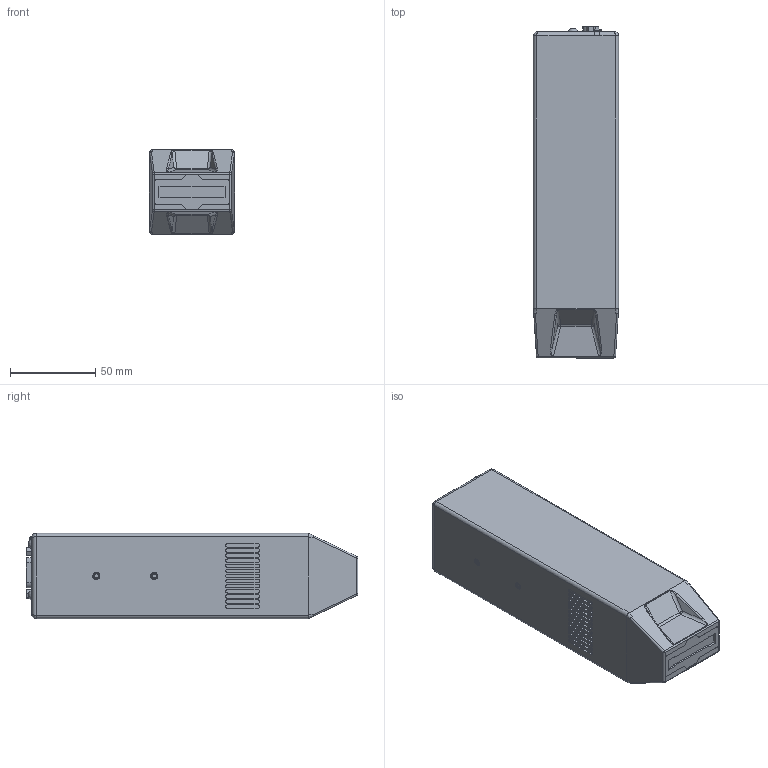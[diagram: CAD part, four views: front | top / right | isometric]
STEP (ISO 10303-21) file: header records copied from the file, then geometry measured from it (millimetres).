
FILE_DESCRIPTION (( 'STEP AP203' ), '1' );
FILE_NAME ('MX-275.STEP', '2019-03-06T20:44:10', ( '' ), ( '' ), 'SwSTEP 2.0', 'SolidWorks 2017', '' );
FILE_SCHEMA (( 'CONFIG_CONTROL_DESIGN' ));
Length unit declared in the file: inch
Products named in the file (1): MX-275
Bounding box: 50 x 195.02 x 50 mm (x, y, z)
Volume: 450752.2 mm3; surface area: 42682 mm2
Topology: 1 solids, 5 shells, 475 faces, 1178 edges, 745 vertices
Faces by surface type: plane 219, cylinder 176, bspline 39, cone 30, sphere 10, torus 1
Full cylindrical faces by diameter (mm): 0.749 x6, 1.575 x2, 2.261 x2, 2.449 x2, 3.15 x2, 4.006 x2, 4.2 x2, 4.3 x2, 5 x1, 5.7 x2, 5.715 x2
Entity records: 16661 total; most frequent: CARTESIAN_POINT 5723, DIRECTION 2247, ORIENTED_EDGE 2214, EDGE_CURVE 1107, AXIS2_PLACEMENT_3D 818, VERTEX_POINT 726, LINE 611, VECTOR 611
